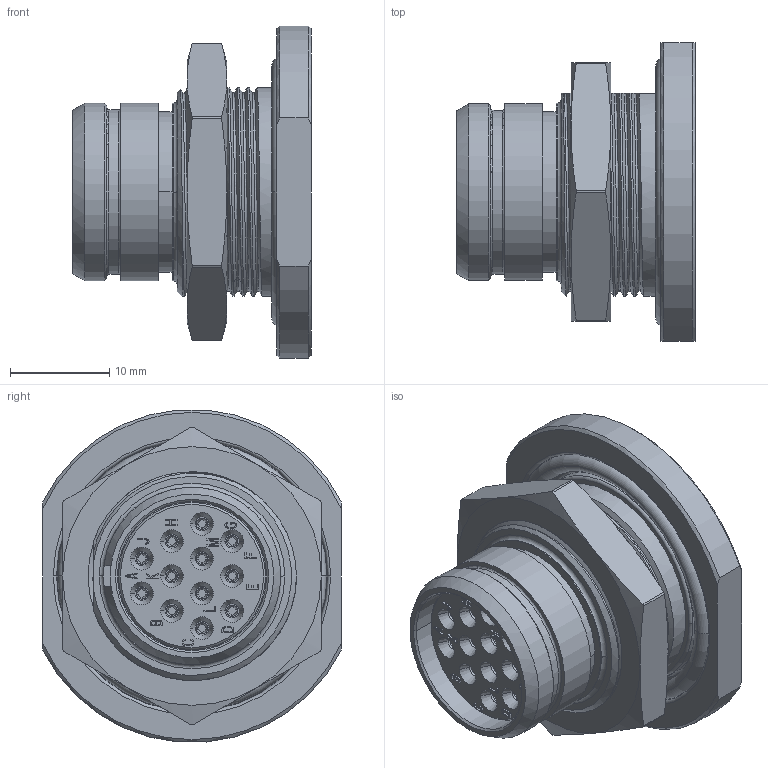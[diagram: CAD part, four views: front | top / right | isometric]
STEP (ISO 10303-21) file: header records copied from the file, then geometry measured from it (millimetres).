
FILE_DESCRIPTION((''),'2;1');
FILE_NAME('1332EV212FZ','2024-08-23T09:40:07',('paultorloting'),('NET AG system integration'),'CREO PARAMETRIC BY PTC INC, 2021404','CREO PARAMETRIC BY PTC INC, 2021404','');
FILE_SCHEMA(('AUTOMOTIVE_DESIGN { 1 0 10303 214 1 1 1 1 }'));
Products named in the file (1): 1332EV212FZ
Bounding box: 24 x 30 x 33.38 mm (x, y, z)
Volume: 7226.3 mm3; surface area: 8822.2 mm2
Topology: 2 solids, 2 shells, 1183 faces, 3110 edges, 2021 vertices
Faces by surface type: plane 595, cylinder 256, cone 204, torus 89, bspline 39
Entity records: 51626 total; most frequent: CARTESIAN_POINT 15364, ORIENTED_EDGE 6220, DIRECTION 5755, EDGE_CURVE 3110, AXIS2_PLACEMENT_3D 2144, VERTEX_POINT 2021, VECTOR 1464, LINE 1464
